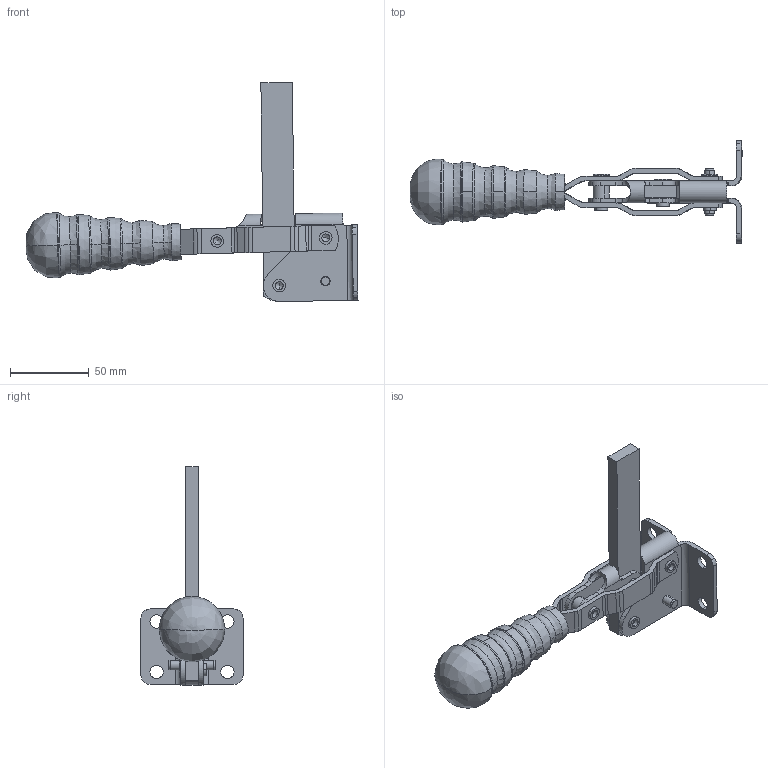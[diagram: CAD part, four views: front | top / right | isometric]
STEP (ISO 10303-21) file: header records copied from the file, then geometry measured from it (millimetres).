
FILE_DESCRIPTION((''),'2;1');
FILE_NAME('214F.0.stp','2005-08-29T15:14:11',('CAD'),(''),'Autodesk Inventor 8','Autodesk Inventor 8','');
FILE_SCHEMA(('AUTOMOTIVE_DESIGN { 1 0 10303 214 1 1 1 1 }'));
Length unit declared in the file: millimetre
Products named in the file (1): Part18
Bounding box: 211.05 x 64.96 x 139.11 mm (x, y, z)
Volume: 138295.7 mm3; surface area: 48945.3 mm2
Topology: 1 solids, 5 shells, 1177 faces, 3715 edges, 2273 vertices
Faces by surface type: plane 658, cone 310, cylinder 128, bspline 59, torus 22
Entity records: 42964 total; most frequent: CARTESIAN_POINT 10473, ORIENTED_EDGE 7410, DIRECTION 6787, EDGE_CURVE 3705, AXIS2_PLACEMENT_3D 2535, VERTEX_POINT 2273, VECTOR 1717, LINE 1717
